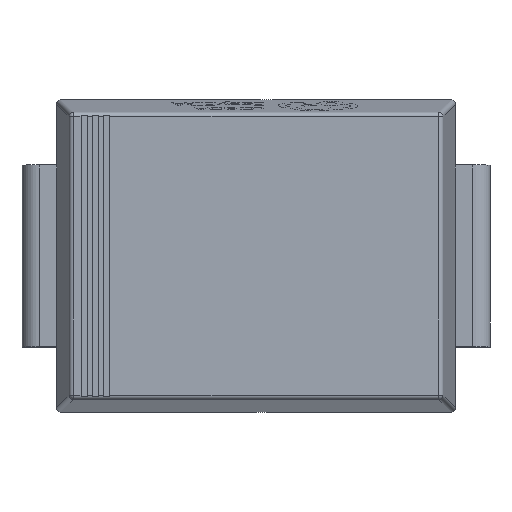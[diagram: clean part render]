
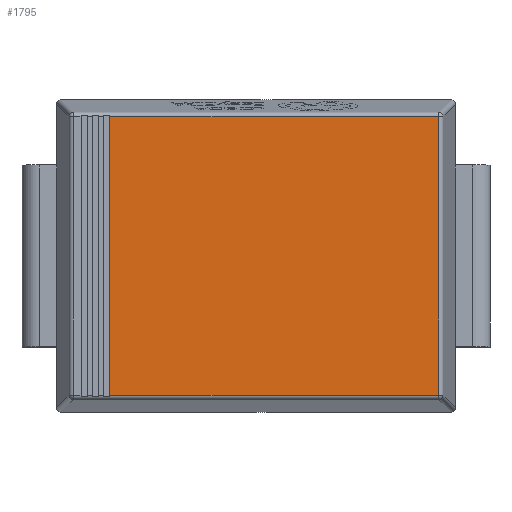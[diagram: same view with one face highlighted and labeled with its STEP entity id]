
A CAD part, top view. The second image highlights one B-rep face of the part: STEP entity #1795.
In plain terms, the highlighted planar face has unit normal (0, 0, 1).
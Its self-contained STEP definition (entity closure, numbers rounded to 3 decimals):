
#310 = LINE ( 'NONE', #13520, #9242 ) ;
#576 = DIRECTION ( 'NONE',  ( 0., 1., 0. ) ) ;
#744 = VERTEX_POINT ( 'NONE', #14694 ) ;
#1262 = VECTOR ( 'NONE', #11386, 1000. ) ;
#1285 = AXIS2_PLACEMENT_3D ( 'NONE', #1566, #8859, #14958 ) ;
#1566 = CARTESIAN_POINT ( 'NONE',  ( 0., 0., 2. ) ) ;
#1795 = ADVANCED_FACE ( 'NONE', ( #15693 ), #10055, .F. ) ;
#1983 = VERTEX_POINT ( 'NONE', #2842 ) ;
#2779 = VECTOR ( 'NONE', #5184, 1000. ) ;
#2805 = CARTESIAN_POINT ( 'NONE',  ( -1.688, 1.608, 2. ) ) ;
#2842 = CARTESIAN_POINT ( 'NONE',  ( 2.108, 1.608, 2. ) ) ;
#3883 = CARTESIAN_POINT ( 'NONE',  ( -1.688, -1.608, 2. ) ) ;
#4009 = CARTESIAN_POINT ( 'NONE',  ( 2.108, 1.65, 2. ) ) ;
#4827 = EDGE_LOOP ( 'NONE', ( #11191, #10310, #8786, #13006 ) ) ;
#4974 = EDGE_CURVE ( 'NONE', #10928, #744, #310, .T. ) ;
#5184 = DIRECTION ( 'NONE',  ( -1., 0., 0. ) ) ;
#6085 = VERTEX_POINT ( 'NONE', #2805 ) ;
#7727 = EDGE_CURVE ( 'NONE', #10928, #6085, #11471, .T. ) ;
#8753 = CARTESIAN_POINT ( 'NONE',  ( -2.15, 1.608, 2. ) ) ;
#8786 = ORIENTED_EDGE ( 'NONE', *, *, #4974, .T. ) ;
#8859 = DIRECTION ( 'NONE',  ( 0., 0., -1. ) ) ;
#9073 = CARTESIAN_POINT ( 'NONE',  ( -1.688, 4.997, 2. ) ) ;
#9242 = VECTOR ( 'NONE', #13436, 1000. ) ;
#10055 = PLANE ( 'NONE',  #1285 ) ;
#10310 = ORIENTED_EDGE ( 'NONE', *, *, #7727, .F. ) ;
#10928 = VERTEX_POINT ( 'NONE', #3883 ) ;
#11104 = EDGE_CURVE ( 'NONE', #1983, #6085, #12366, .T. ) ;
#11191 = ORIENTED_EDGE ( 'NONE', *, *, #11104, .T. ) ;
#11386 = DIRECTION ( 'NONE',  ( 0., 1., 0. ) ) ;
#11471 = LINE ( 'NONE', #9073, #11836 ) ;
#11836 = VECTOR ( 'NONE', #576, 1000. ) ;
#11959 = LINE ( 'NONE', #4009, #1262 ) ;
#12366 = LINE ( 'NONE', #8753, #2779 ) ;
#12880 = EDGE_CURVE ( 'NONE', #744, #1983, #11959, .T. ) ;
#13006 = ORIENTED_EDGE ( 'NONE', *, *, #12880, .T. ) ;
#13436 = DIRECTION ( 'NONE',  ( 1., 0., 0. ) ) ;
#13520 = CARTESIAN_POINT ( 'NONE',  ( 2.15, -1.608, 2. ) ) ;
#14694 = CARTESIAN_POINT ( 'NONE',  ( 2.108, -1.608, 2. ) ) ;
#14958 = DIRECTION ( 'NONE',  ( -1., 0., 0. ) ) ;
#15693 = FACE_OUTER_BOUND ( 'NONE', #4827, .T. ) ;
